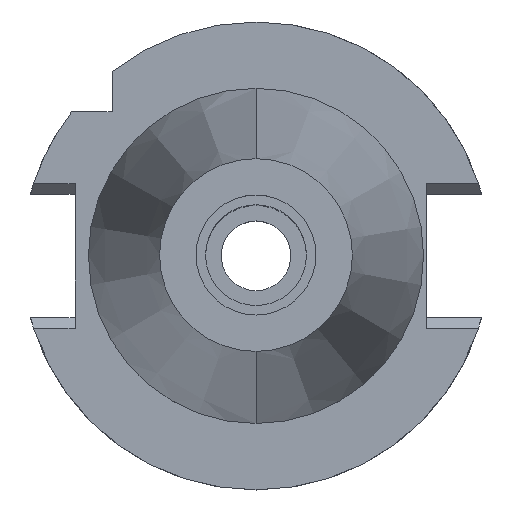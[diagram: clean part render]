
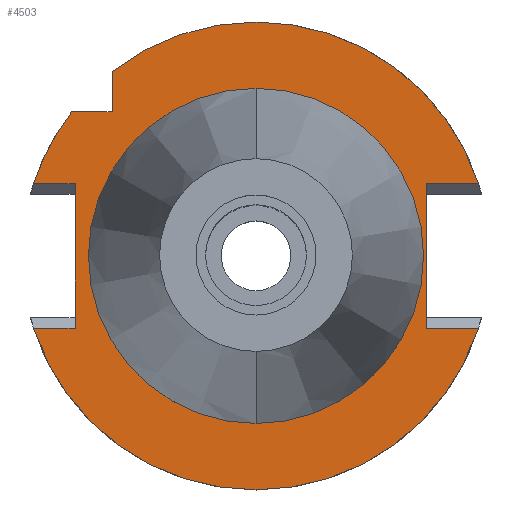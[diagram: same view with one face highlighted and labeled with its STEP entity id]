
A CAD part, top view. The second image highlights one B-rep face of the part: STEP entity #4503.
In plain terms, the highlighted planar face has unit normal (0, 0, 1).
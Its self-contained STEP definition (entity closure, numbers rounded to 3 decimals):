
#1652=DIRECTION('',(0.,-1.,0.));
#1653=VECTOR('',#1652,30.1);
#1654=CARTESIAN_POINT('',(-37.7,15.05,-1.5));
#1655=LINE('',#1654,#1653);
#1715=DIRECTION('',(-1.,0.,0.));
#1716=VECTOR('',#1715,8.426);
#1717=CARTESIAN_POINT('',(-30.,30.,-1.5));
#1718=LINE('',#1717,#1716);
#1739=DIRECTION('',(0.,1.,0.));
#1740=VECTOR('',#1739,8.426);
#1741=CARTESIAN_POINT('',(-30.,30.,-1.5));
#1742=LINE('',#1741,#1740);
#1746=CARTESIAN_POINT('',(0.,0.,-1.5));
#1747=DIRECTION('',(0.,0.,-1.));
#1748=DIRECTION('',(-0.615,0.788,0.));
#1749=AXIS2_PLACEMENT_3D('',#1746,#1747,#1748);
#1754=CARTESIAN_POINT('',(0.,0.,-1.5));
#1755=DIRECTION('',(0.,0.,-1.));
#1756=DIRECTION('',(0.,1.,0.));
#1757=AXIS2_PLACEMENT_3D('',#1754,#1755,#1756);
#1762=DIRECTION('',(0.,-1.,0.));
#1763=VECTOR('',#1762,30.1);
#1764=CARTESIAN_POINT('',(35.5,15.05,-1.5));
#1765=LINE('',#1764,#1763);
#1769=DIRECTION('',(1.,0.,0.));
#1770=VECTOR('',#1769,10.869);
#1771=CARTESIAN_POINT('',(35.5,-15.05,-1.5));
#1772=LINE('',#1771,#1770);
#1776=CARTESIAN_POINT('',(0.,0.,-1.5));
#1777=DIRECTION('',(0.,0.,-1.));
#1778=DIRECTION('',(0.951,-0.309,0.));
#1779=AXIS2_PLACEMENT_3D('',#1776,#1777,#1778);
#1784=CARTESIAN_POINT('',(0.,0.,-1.5));
#1785=DIRECTION('',(0.,0.,-1.));
#1786=DIRECTION('',(0.,-1.,0.));
#1787=AXIS2_PLACEMENT_3D('',#1784,#1785,#1786);
#1792=DIRECTION('',(-1.,0.,0.));
#1793=VECTOR('',#1792,8.669);
#1794=CARTESIAN_POINT('',(-37.7,15.05,-1.5));
#1795=LINE('',#1794,#1793);
#1799=CARTESIAN_POINT('',(0.,0.,-1.5));
#1800=DIRECTION('',(0.,0.,-1.));
#1801=DIRECTION('',(-0.951,0.309,0.));
#1802=AXIS2_PLACEMENT_3D('',#1799,#1800,#1801);
#1807=CARTESIAN_POINT('',(0.,0.,-1.5));
#1808=DIRECTION('',(0.,0.,1.));
#1809=DIRECTION('',(0.,-1.,0.));
#1810=AXIS2_PLACEMENT_3D('',#1807,#1808,#1809);
#1815=CARTESIAN_POINT('',(0.,0.,-1.5));
#1816=DIRECTION('',(0.,0.,1.));
#1817=DIRECTION('',(0.,1.,0.));
#1818=AXIS2_PLACEMENT_3D('',#1815,#1816,#1817);
#1840=CARTESIAN_POINT('',(46.369,15.05,-1.5));
#2006=DIRECTION('',(1.,0.,0.));
#2007=VECTOR('',#2006,10.869);
#2008=CARTESIAN_POINT('',(35.5,15.05,-1.5));
#2009=LINE('',#2008,#2007);
#2016=CARTESIAN_POINT('',(-46.369,-15.05,-1.5));
#2050=DIRECTION('',(-1.,0.,0.));
#2051=VECTOR('',#2050,8.669);
#2052=CARTESIAN_POINT('',(-37.7,-15.05,-1.5));
#2053=LINE('',#2052,#2051);
#3097=CARTESIAN_POINT('',(-30.,38.426,-1.5));
#3098=VERTEX_POINT('',#3097);
#3099=CARTESIAN_POINT('',(-30.,30.,-1.5));
#3100=VERTEX_POINT('',#3099);
#3130=CARTESIAN_POINT('',(-37.7,15.05,-1.5));
#3131=VERTEX_POINT('',#3130);
#3132=CARTESIAN_POINT('',(-37.7,-15.05,-1.5));
#3133=VERTEX_POINT('',#3132);
#3190=VERTEX_POINT('',#2016);
#3191=CARTESIAN_POINT('',(0.,-48.75,-1.5));
#3192=VERTEX_POINT('',#3191);
#3193=CARTESIAN_POINT('',(46.369,-15.05,-1.5));
#3194=VERTEX_POINT('',#3193);
#3198=VERTEX_POINT('',#1840);
#3199=CARTESIAN_POINT('',(0.,48.75,-1.5));
#3200=VERTEX_POINT('',#3199);
#3201=CARTESIAN_POINT('',(-38.426,30.,-1.5));
#3202=VERTEX_POINT('',#3201);
#3203=CARTESIAN_POINT('',(-46.369,15.05,-1.5));
#3204=VERTEX_POINT('',#3203);
#3205=CARTESIAN_POINT('',(35.5,15.05,-1.5));
#3206=VERTEX_POINT('',#3205);
#3207=CARTESIAN_POINT('',(35.5,-15.05,-1.5));
#3208=VERTEX_POINT('',#3207);
#3209=CARTESIAN_POINT('',(0.,-34.925,-1.5));
#3210=CARTESIAN_POINT('',(0.,34.925,-1.5));
#3211=VERTEX_POINT('',#3209);
#3212=VERTEX_POINT('',#3210);
#4468=CARTESIAN_POINT('',(0.,0.,-1.5));
#4469=DIRECTION('',(0.,0.,-1.));
#4470=DIRECTION('',(0.,-1.,0.));
#4471=AXIS2_PLACEMENT_3D('',#4468,#4469,#4470);
#4472=PLANE('',#4471);
#4473=ORIENTED_EDGE('',*,*,#4248,.T.);
#4475=ORIENTED_EDGE('',*,*,#4474,.T.);
#4477=ORIENTED_EDGE('',*,*,#4476,.T.);
#4479=ORIENTED_EDGE('',*,*,#4478,.F.);
#4480=ORIENTED_EDGE('',*,*,#4308,.T.);
#4482=ORIENTED_EDGE('',*,*,#4481,.T.);
#4484=ORIENTED_EDGE('',*,*,#4483,.T.);
#4486=ORIENTED_EDGE('',*,*,#4485,.T.);
#4488=ORIENTED_EDGE('',*,*,#4487,.F.);
#4489=ORIENTED_EDGE('',*,*,#4395,.F.);
#4491=ORIENTED_EDGE('',*,*,#4490,.T.);
#4493=ORIENTED_EDGE('',*,*,#4492,.T.);
#4494=ORIENTED_EDGE('',*,*,#4450,.F.);
#4495=EDGE_LOOP('',(#4473,#4475,#4477,#4479,#4480,#4482,#4484,#4486,#4488,#4489,
#4491,#4493,#4494));
#4496=FACE_OUTER_BOUND('',#4495,.F.);
#4498=ORIENTED_EDGE('',*,*,#4497,.T.);
#4500=ORIENTED_EDGE('',*,*,#4499,.T.);
#4501=EDGE_LOOP('',(#4498,#4500));
#4502=FACE_BOUND('',#4501,.F.);
#1750=CIRCLE('',#1749,48.75);
#1758=CIRCLE('',#1757,48.75);
#1780=CIRCLE('',#1779,48.75);
#1788=CIRCLE('',#1787,48.75);
#1803=CIRCLE('',#1802,48.75);
#1811=CIRCLE('',#1810,34.925);
#1819=CIRCLE('',#1818,34.925);
#4248=EDGE_CURVE('',#3100,#3098,#1742,.T.);
#4308=EDGE_CURVE('',#3206,#3208,#1765,.T.);
#4395=EDGE_CURVE('',#3131,#3133,#1655,.T.);
#4450=EDGE_CURVE('',#3100,#3202,#1718,.T.);
#4474=EDGE_CURVE('',#3098,#3200,#1750,.T.);
#4476=EDGE_CURVE('',#3200,#3198,#1758,.T.);
#4478=EDGE_CURVE('',#3206,#3198,#2009,.T.);
#4481=EDGE_CURVE('',#3208,#3194,#1772,.T.);
#4483=EDGE_CURVE('',#3194,#3192,#1780,.T.);
#4485=EDGE_CURVE('',#3192,#3190,#1788,.T.);
#4487=EDGE_CURVE('',#3133,#3190,#2053,.T.);
#4490=EDGE_CURVE('',#3131,#3204,#1795,.T.);
#4492=EDGE_CURVE('',#3204,#3202,#1803,.T.);
#4497=EDGE_CURVE('',#3211,#3212,#1811,.T.);
#4499=EDGE_CURVE('',#3212,#3211,#1819,.T.);
#4503=ADVANCED_FACE('',(#4496,#4502),#4472,.F.);
